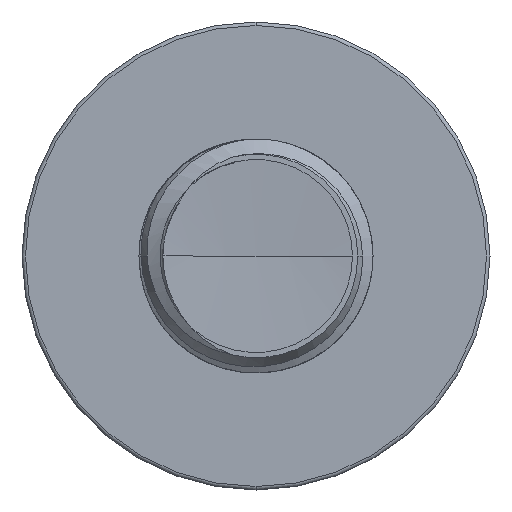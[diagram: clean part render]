
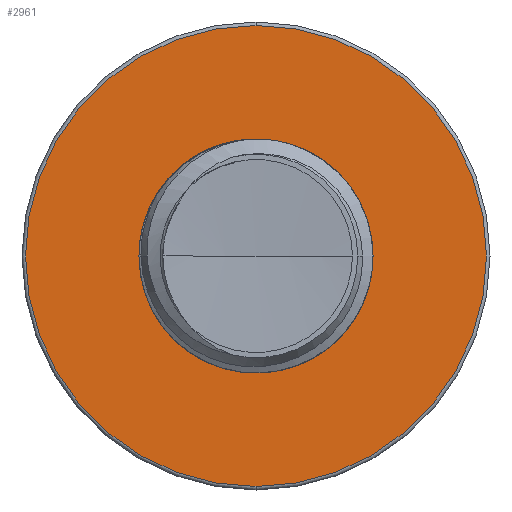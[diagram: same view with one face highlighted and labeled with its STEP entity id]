
A CAD part, front view. The second image highlights one B-rep face of the part: STEP entity #2961.
In plain terms, the highlighted planar face has unit normal (0, -1, 0).
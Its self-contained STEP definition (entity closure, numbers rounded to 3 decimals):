
#440 = DIRECTION ( 'NONE',  ( 0., -1., 0. ) ) ;
#2961 = ADVANCED_FACE ( 'NONE', ( #3319, #4123 ), #18660, .T. ) ;
#3319 = FACE_OUTER_BOUND ( 'NONE', #16765, .T. ) ;
#3542 = CARTESIAN_POINT ( 'NONE',  ( 0., 9., 0. ) ) ;
#4123 = FACE_BOUND ( 'NONE', #16731, .T. ) ;
#4431 = ORIENTED_EDGE ( 'NONE', *, *, #4654, .F. ) ;
#4654 = EDGE_CURVE ( 'NONE', #12909, #9222, #24127, .T. ) ;
#5092 = EDGE_CURVE ( 'NONE', #15252, #15216, #29354, .T. ) ;
#6097 = DIRECTION ( 'NONE',  ( 0., 0., -1. ) ) ;
#6429 = DIRECTION ( 'NONE',  ( 0., -1., 0. ) ) ;
#7131 = CARTESIAN_POINT ( 'NONE',  ( 0., 9., 0. ) ) ;
#8752 = CIRCLE ( 'NONE', #10467, 5.91 ) ;
#9222 = VERTEX_POINT ( 'NONE', #23609 ) ;
#9733 = DIRECTION ( 'NONE',  ( 0., 0., -1. ) ) ;
#10075 = ORIENTED_EDGE ( 'NONE', *, *, #5092, .T. ) ;
#10467 = AXIS2_PLACEMENT_3D ( 'NONE', #15720, #440, #18292 ) ;
#11650 = ORIENTED_EDGE ( 'NONE', *, *, #23791, .T. ) ;
#11839 = AXIS2_PLACEMENT_3D ( 'NONE', #18592, #17016, #27119 ) ;
#12909 = VERTEX_POINT ( 'NONE', #19422 ) ;
#15216 = VERTEX_POINT ( 'NONE', #16065 ) ;
#15252 = VERTEX_POINT ( 'NONE', #18653 ) ;
#15720 = CARTESIAN_POINT ( 'NONE',  ( 0., 9., 0. ) ) ;
#16065 = CARTESIAN_POINT ( 'NONE',  ( 0., 9., -5.91 ) ) ;
#16731 = EDGE_LOOP ( 'NONE', ( #19240, #4431 ) ) ;
#16765 = EDGE_LOOP ( 'NONE', ( #11650, #10075 ) ) ;
#17016 = DIRECTION ( 'NONE',  ( 0., -1., 0. ) ) ;
#18023 = AXIS2_PLACEMENT_3D ( 'NONE', #3542, #21458, #6097 ) ;
#18292 = DIRECTION ( 'NONE',  ( 0., 0., -1. ) ) ;
#18592 = CARTESIAN_POINT ( 'NONE',  ( 0., 9., 2.923 ) ) ;
#18653 = CARTESIAN_POINT ( 'NONE',  ( 0., 9., 5.91 ) ) ;
#18660 = PLANE ( 'NONE',  #11839 ) ;
#19240 = ORIENTED_EDGE ( 'NONE', *, *, #26796, .F. ) ;
#19422 = CARTESIAN_POINT ( 'NONE',  ( 0., 9., 2.923 ) ) ;
#21458 = DIRECTION ( 'NONE',  ( 0., -1., 0. ) ) ;
#21786 = CARTESIAN_POINT ( 'NONE',  ( 0., 9., 0. ) ) ;
#23609 = CARTESIAN_POINT ( 'NONE',  ( 0., 9., -2.923 ) ) ;
#23791 = EDGE_CURVE ( 'NONE', #15216, #15252, #8752, .T. ) ;
#24127 = CIRCLE ( 'NONE', #18023, 2.923 ) ;
#24353 = DIRECTION ( 'NONE',  ( 0., 0., -1. ) ) ;
#25045 = DIRECTION ( 'NONE',  ( 0., -1., 0. ) ) ;
#26796 = EDGE_CURVE ( 'NONE', #9222, #12909, #31545, .T. ) ;
#27119 = DIRECTION ( 'NONE',  ( 0., 0., -1. ) ) ;
#29354 = CIRCLE ( 'NONE', #31782, 5.91 ) ;
#29813 = AXIS2_PLACEMENT_3D ( 'NONE', #7131, #25045, #9733 ) ;
#31545 = CIRCLE ( 'NONE', #29813, 2.923 ) ;
#31782 = AXIS2_PLACEMENT_3D ( 'NONE', #21786, #6429, #24353 ) ;
